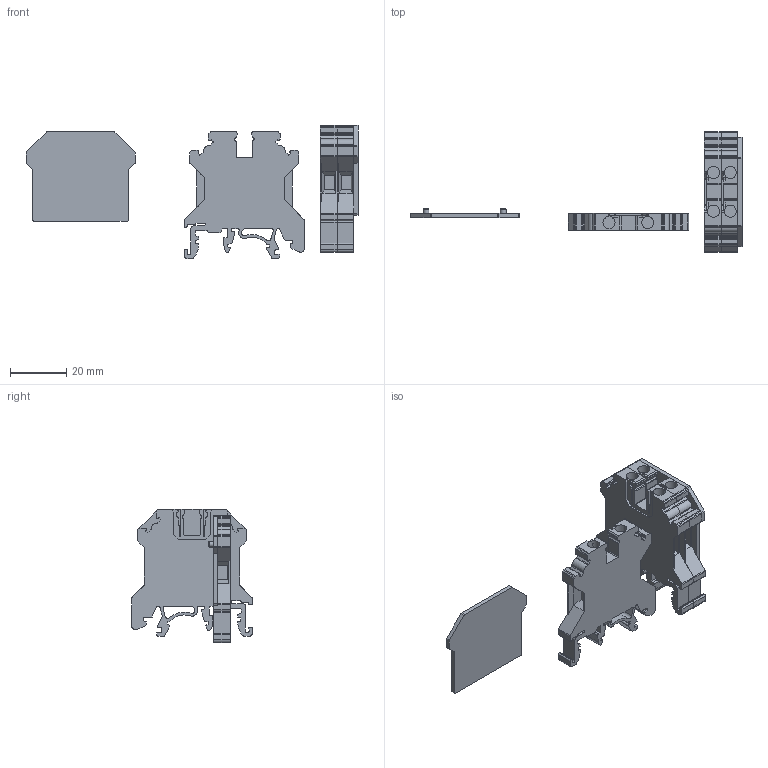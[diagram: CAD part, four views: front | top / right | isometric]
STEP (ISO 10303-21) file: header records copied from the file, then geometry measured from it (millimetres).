
FILE_DESCRIPTION( ( 'Unknown' ), '1' );
FILE_NAME( 'CMDB4-2.stp', 'Unknown', ( 'Unknown' ), ( 'Unknown' ), 'PSStep 14.0', 'Unknown', ' ' );
FILE_SCHEMA( ( 'AUTOMOTIVE_DESIGN { 1 0 10303 214 1 1 1 1 }' ) );
Length unit declared in the file: millimetre
Products named in the file (3): Assem1; CTS4UN; EPCTS4UN
Bounding box: 118.44 x 43 x 47.54 mm (x, y, z)
Volume: 23535 mm3; surface area: 19259 mm2
Topology: 5 solids, 5 shells, 820 faces, 2372 edges, 1572 vertices
Faces by surface type: plane 424, cylinder 392, torus 4
Full cylindrical faces by diameter (mm): 2 x4, 4.3 x6
Entity records: 11584 total; most frequent: DIRECTION 1648, CARTESIAN_POINT 1630, ORIENTED_EDGE 1612, EDGE_CURVE 806, AXIS2_PLACEMENT_3D 556, VERTEX_POINT 538, LINE 536, VECTOR 536
